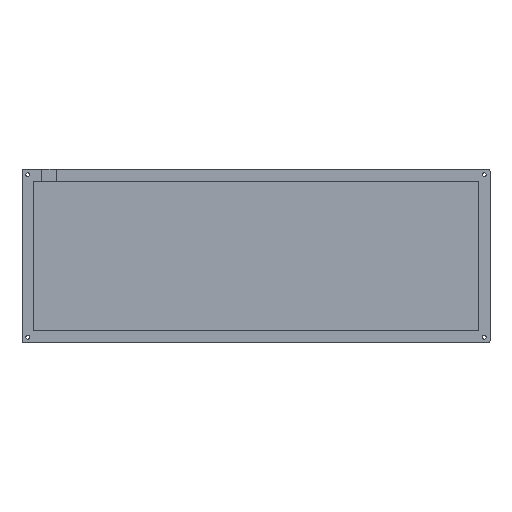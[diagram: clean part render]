
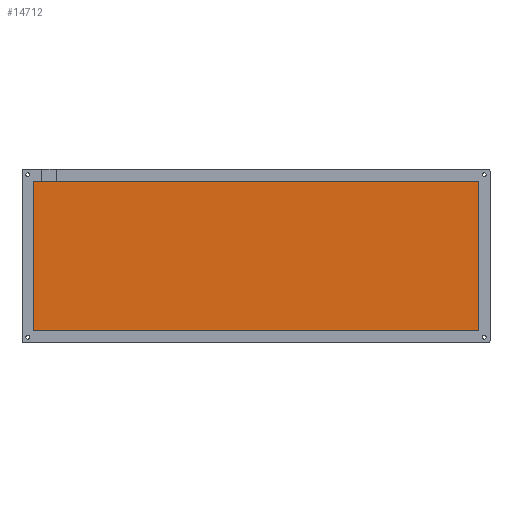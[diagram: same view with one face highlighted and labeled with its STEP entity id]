
A CAD part, top view. The second image highlights one B-rep face of the part: STEP entity #14712.
In plain terms, the highlighted planar face has unit normal (0, 0, 1).
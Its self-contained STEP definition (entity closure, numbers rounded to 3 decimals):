
#383=PLANE('',#15062);
#1155=FACE_OUTER_BOUND('',#1964,.T.);
#1964=EDGE_LOOP('',(#13413,#13414,#13415,#13416));
#2996=LINE('',#28158,#4022);
#2998=LINE('',#28162,#4024);
#2999=LINE('',#28164,#4025);
#3000=LINE('',#28165,#4026);
#4022=VECTOR('',#16738,10.);
#4024=VECTOR('',#16742,10.);
#4025=VECTOR('',#16743,10.);
#4026=VECTOR('',#16744,10.);
#6712=VERTEX_POINT('',#28155);
#6713=VERTEX_POINT('',#28157);
#6714=VERTEX_POINT('',#28161);
#6715=VERTEX_POINT('',#28163);
#8952=EDGE_CURVE('',#6712,#6713,#2996,.T.);
#8954=EDGE_CURVE('',#6713,#6714,#2998,.T.);
#8955=EDGE_CURVE('',#6715,#6712,#2999,.T.);
#8956=EDGE_CURVE('',#6714,#6715,#3000,.T.);
#13413=ORIENTED_EDGE('',*,*,#8954,.F.);
#13414=ORIENTED_EDGE('',*,*,#8952,.F.);
#13415=ORIENTED_EDGE('',*,*,#8955,.F.);
#13416=ORIENTED_EDGE('',*,*,#8956,.F.);
#14712=ADVANCED_FACE('',(#1155),#383,.T.);
#15062=AXIS2_PLACEMENT_3D('',#28160,#16740,#16741);
#16738=DIRECTION('',(1.,0.,0.));
#16740=DIRECTION('center_axis',(0.,0.,1.));
#16741=DIRECTION('ref_axis',(1.,0.,0.));
#16742=DIRECTION('',(0.,-1.,0.));
#16743=DIRECTION('',(0.,1.,0.));
#16744=DIRECTION('',(-1.,0.,0.));
#28155=CARTESIAN_POINT('',(-194.663,65.566,5.));
#28157=CARTESIAN_POINT('',(194.663,65.566,5.));
#28158=CARTESIAN_POINT('',(-97.331,65.566,5.));
#28160=CARTESIAN_POINT('Origin',(0.,0.,5.));
#28161=CARTESIAN_POINT('',(194.663,-65.566,5.));
#28162=CARTESIAN_POINT('',(194.663,32.783,5.));
#28163=CARTESIAN_POINT('',(-194.663,-65.566,5.));
#28164=CARTESIAN_POINT('',(-194.663,-32.783,5.));
#28165=CARTESIAN_POINT('',(97.331,-65.566,5.));
